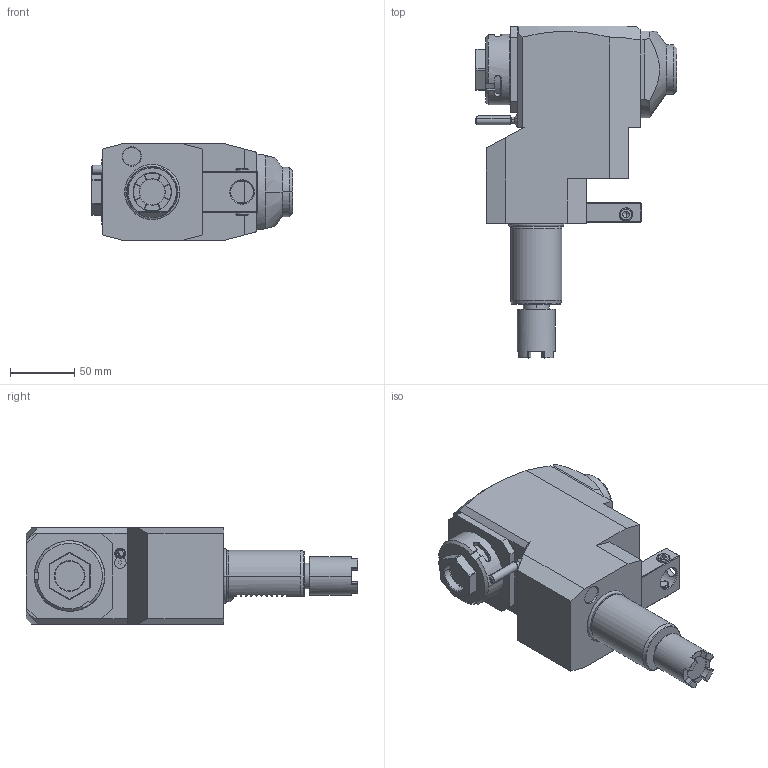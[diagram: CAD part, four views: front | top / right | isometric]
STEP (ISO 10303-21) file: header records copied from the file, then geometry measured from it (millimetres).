
FILE_DESCRIPTION((''),'2;1');
FILE_NAME('NGT1_40_455_32_3_2_120TA','2024-10-28T',('vali'),('NOVA GRUP'),'PRO/ENGINEER BY PARAMETRIC TECHNOLOGY CORPORATION, 2010280','PRO/ENGINEER BY PARAMETRIC TECHNOLOGY CORPORATION, 2010280','');
FILE_SCHEMA(('CONFIG_CONTROL_DESIGN'));
Length unit declared in the file: millimetre
Products named in the file (1): NGT1_40_455_32_3_2_120TA
Bounding box: 157 x 258.85 x 75 mm (x, y, z)
Volume: 1316226.7 mm3; surface area: 96031.7 mm2
Topology: 1 solids, 1 shells, 378 faces, 1007 edges, 646 vertices
Faces by surface type: plane 222, cone 73, cylinder 72, bspline 6, torus 3, sphere 2
Entity records: 14902 total; most frequent: CARTESIAN_POINT 5785, ORIENTED_EDGE 2006, DIRECTION 1710, EDGE_CURVE 1003, VERTEX_POINT 646, VECTOR 580, LINE 580, AXIS2_PLACEMENT_3D 565
